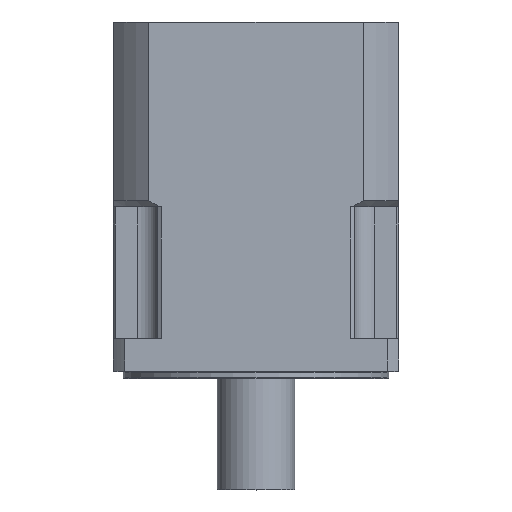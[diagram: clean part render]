
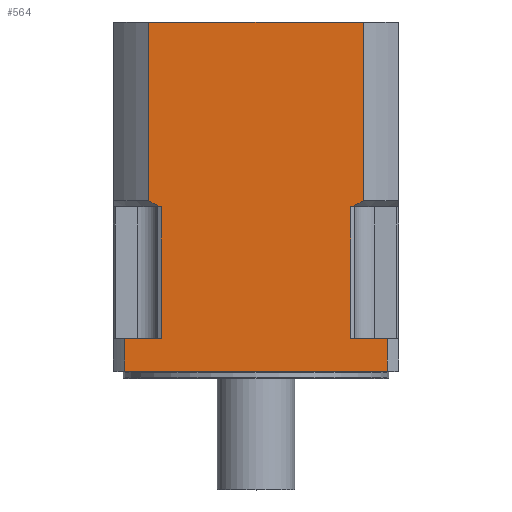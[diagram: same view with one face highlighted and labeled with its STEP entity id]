
A CAD part, top view. The second image highlights one B-rep face of the part: STEP entity #564.
In plain terms, the highlighted planar face has unit normal (0, 0, 1).
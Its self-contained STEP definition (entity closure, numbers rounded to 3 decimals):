
#564=ADVANCED_FACE('',(#857),#803,.T.);
#803=PLANE('',#4382);
#857=FACE_OUTER_BOUND('',#1080,.T.);
#1080=EDGE_LOOP('',(#1551,#1552,#1553,#1554,#1555,#1556,#1557,#1558,#1559,
#1560,#1561,#1562,#1563,#1564));
#1359=B_SPLINE_CURVE_WITH_KNOTS('',3,(#6192,#6193,#6194,#6195),.UNSPECIFIED.,
.F.,.F.,(4,4),(0.,1.),.UNSPECIFIED.);
#1360=B_SPLINE_CURVE_WITH_KNOTS('',3,(#6203,#6204,#6205,#6206),.UNSPECIFIED.,
.F.,.F.,(4,4),(0.,1.),.UNSPECIFIED.);
#1551=ORIENTED_EDGE('',*,*,#3271,.T.);
#1552=ORIENTED_EDGE('',*,*,#3272,.T.);
#1553=ORIENTED_EDGE('',*,*,#3273,.T.);
#1554=ORIENTED_EDGE('',*,*,#3274,.F.);
#1555=ORIENTED_EDGE('',*,*,#3275,.T.);
#1556=ORIENTED_EDGE('',*,*,#3276,.T.);
#1557=ORIENTED_EDGE('',*,*,#3277,.T.);
#1558=ORIENTED_EDGE('',*,*,#3278,.F.);
#1559=ORIENTED_EDGE('',*,*,#3279,.T.);
#1560=ORIENTED_EDGE('',*,*,#3280,.F.);
#1561=ORIENTED_EDGE('',*,*,#3281,.F.);
#1562=ORIENTED_EDGE('',*,*,#3282,.F.);
#1563=ORIENTED_EDGE('',*,*,#3283,.T.);
#1564=ORIENTED_EDGE('',*,*,#3284,.F.);
#2833=VERTEX_POINT('',#6190);
#2834=VERTEX_POINT('',#6191);
#2835=VERTEX_POINT('',#6196);
#2836=VERTEX_POINT('',#6198);
#2837=VERTEX_POINT('',#6200);
#2838=VERTEX_POINT('',#6202);
#2839=VERTEX_POINT('',#6207);
#2840=VERTEX_POINT('',#6209);
#2841=VERTEX_POINT('',#6211);
#2842=VERTEX_POINT('',#6213);
#2843=VERTEX_POINT('',#6215);
#2844=VERTEX_POINT('',#6217);
#2845=VERTEX_POINT('',#6219);
#2846=VERTEX_POINT('',#6221);
#3271=EDGE_CURVE('',#2833,#2834,#3902,.T.);
#3272=EDGE_CURVE('',#2834,#2835,#1359,.T.);
#3273=EDGE_CURVE('',#2835,#2836,#3903,.T.);
#3274=EDGE_CURVE('',#2837,#2836,#3904,.T.);
#3275=EDGE_CURVE('',#2837,#2838,#3905,.T.);
#3276=EDGE_CURVE('',#2838,#2839,#1360,.T.);
#3277=EDGE_CURVE('',#2839,#2840,#3906,.T.);
#3278=EDGE_CURVE('',#2841,#2840,#3907,.T.);
#3279=EDGE_CURVE('',#2841,#2842,#3908,.T.);
#3280=EDGE_CURVE('',#2843,#2842,#3909,.T.);
#3281=EDGE_CURVE('',#2844,#2843,#3910,.T.);
#3282=EDGE_CURVE('',#2845,#2844,#3911,.T.);
#3283=EDGE_CURVE('',#2845,#2846,#3912,.T.);
#3284=EDGE_CURVE('',#2833,#2846,#3913,.T.);
#3902=LINE('',#6189,#4158);
#3903=LINE('',#6197,#4159);
#3904=LINE('',#6199,#4160);
#3905=LINE('',#6201,#4161);
#3906=LINE('',#6208,#4162);
#3907=LINE('',#6210,#4163);
#3908=LINE('',#6212,#4164);
#3909=LINE('',#6214,#4165);
#3910=LINE('',#6216,#4166);
#3911=LINE('',#6218,#4167);
#3912=LINE('',#6220,#4168);
#3913=LINE('',#6222,#4169);
#4158=VECTOR('',#4909,1.);
#4159=VECTOR('',#4910,1.);
#4160=VECTOR('',#4911,1.);
#4161=VECTOR('',#4912,1.);
#4162=VECTOR('',#4913,1.);
#4163=VECTOR('',#4914,1.);
#4164=VECTOR('',#4915,1.);
#4165=VECTOR('',#4916,1.);
#4166=VECTOR('',#4917,1.);
#4167=VECTOR('',#4918,1.);
#4168=VECTOR('',#4919,1.);
#4169=VECTOR('',#4920,1.);
#4382=AXIS2_PLACEMENT_3D('',#6223,#4921,#4922);
#4909=DIRECTION('',(1.,0.,0.));
#4910=DIRECTION('',(0.,1.,0.));
#4911=DIRECTION('',(1.,0.,0.));
#4912=DIRECTION('',(0.,-1.,0.));
#4913=DIRECTION('',(1.,0.,0.));
#4914=DIRECTION('',(0.,1.,0.));
#4915=DIRECTION('',(-1.,0.,0.));
#4916=DIRECTION('',(0.,1.,0.));
#4917=DIRECTION('',(-1.,0.,0.));
#4918=DIRECTION('',(0.,-1.,0.));
#4919=DIRECTION('',(-1.,0.,0.));
#4920=DIRECTION('',(0.,-1.,0.));
#4921=DIRECTION('',(0.,0.,1.));
#4922=DIRECTION('',(1.,0.,0.));
#6189=CARTESIAN_POINT('',(-35.,80.,105.));
#6190=CARTESIAN_POINT('',(81.433,80.,105.));
#6191=CARTESIAN_POINT('',(82.331,80.,105.));
#6192=CARTESIAN_POINT('',(82.331,80.,105.));
#6193=CARTESIAN_POINT('',(84.069,80.974,105.));
#6194=CARTESIAN_POINT('',(85.792,81.975,105.));
#6195=CARTESIAN_POINT('',(87.5,83.,105.));
#6196=CARTESIAN_POINT('',(87.5,83.,105.));
#6197=CARTESIAN_POINT('',(87.5,80.,105.));
#6198=CARTESIAN_POINT('',(87.5,170.5,105.));
#6199=CARTESIAN_POINT('',(-35.,170.5,105.));
#6200=CARTESIAN_POINT('',(-17.5,170.5,105.));
#6201=CARTESIAN_POINT('',(-17.5,80.,105.));
#6202=CARTESIAN_POINT('',(-17.5,83.,105.));
#6203=CARTESIAN_POINT('',(-17.5,83.,105.));
#6204=CARTESIAN_POINT('',(-15.792,81.975,105.));
#6205=CARTESIAN_POINT('',(-14.069,80.974,105.));
#6206=CARTESIAN_POINT('',(-12.331,80.,105.));
#6207=CARTESIAN_POINT('',(-12.331,80.,105.));
#6208=CARTESIAN_POINT('',(-35.,80.,105.));
#6209=CARTESIAN_POINT('',(-11.433,80.,105.));
#6210=CARTESIAN_POINT('',(-11.433,80.,105.));
#6211=CARTESIAN_POINT('',(-11.433,15.5,105.));
#6212=CARTESIAN_POINT('',(35.,15.5,105.));
#6213=CARTESIAN_POINT('',(-29.226,15.5,105.));
#6214=CARTESIAN_POINT('',(-29.226,-0.5,105.));
#6215=CARTESIAN_POINT('',(-29.226,-0.5,105.));
#6216=CARTESIAN_POINT('',(35.,-0.5,105.));
#6217=CARTESIAN_POINT('',(99.226,-0.5,105.));
#6218=CARTESIAN_POINT('',(99.226,-0.5,105.));
#6219=CARTESIAN_POINT('',(99.226,15.5,105.));
#6220=CARTESIAN_POINT('',(35.,15.5,105.));
#6221=CARTESIAN_POINT('',(81.433,15.5,105.));
#6222=CARTESIAN_POINT('',(81.433,80.,105.));
#6223=CARTESIAN_POINT('',(35.,39.75,105.));
